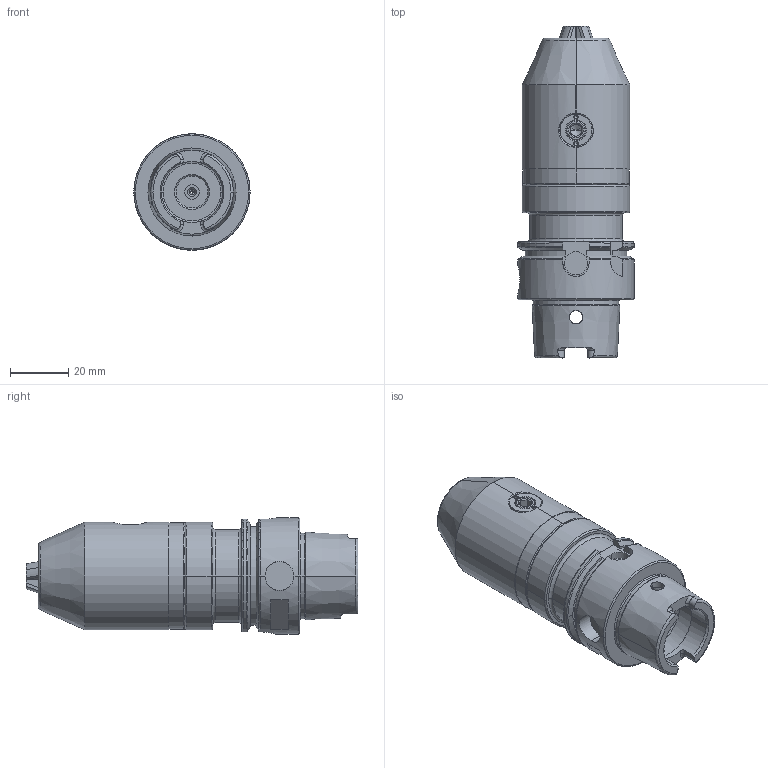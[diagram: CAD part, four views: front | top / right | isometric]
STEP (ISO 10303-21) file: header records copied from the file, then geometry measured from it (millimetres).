
FILE_DESCRIPTION (( 'STEP AP203' ), '1' );
FILE_NAME ('BA2HK40221101A.STEP', '2021-02-08T00:16:03', ( '' ), ( '' ), 'SwSTEP 2.0', 'SolidWorks 2017', '' );
FILE_SCHEMA (( 'CONFIG_CONTROL_DESIGN' ));
Length unit declared in the file: millimetre
Products named in the file (13): BB13308090001A; BE1330801A; BB13308080001A; BB13308040001A; BB12208030001A; BB13308050001A; BB13308010001A; BB2HA22011A01A; BB13308020101A; BA13308100101A; BB13308060001A; KR029106; BA2HK40221101A
Assembly tree (14 placements, depth 3):
  BA2HK40221101A
    BB2HA22011A01A
    BA13308100101A
      BB13308010001A
      BB13308020101A
      BB13308040001A
      BB13308090001A
      BB13308050001A
      BB13308060001A
      BB13308080001A
      BB12208030001A  x3
      BE1330801A
      KR029106
Bounding box: 40 x 114.16 x 40 mm (x, y, z)
Volume: 82160.4 mm3; surface area: 39924.1 mm2
Topology: 13 solids, 13 shells, 698 faces, 1765 edges, 1096 vertices
Faces by surface type: plane 227, cylinder 179, cone 163, torus 120, bspline 9
Entity records: 25033 total; most frequent: CARTESIAN_POINT 8285, DIRECTION 3299, ORIENTED_EDGE 3214, EDGE_CURVE 1607, AXIS2_PLACEMENT_3D 1354, VERTEX_POINT 1006, CIRCLE 699, EDGE_LOOP 699
